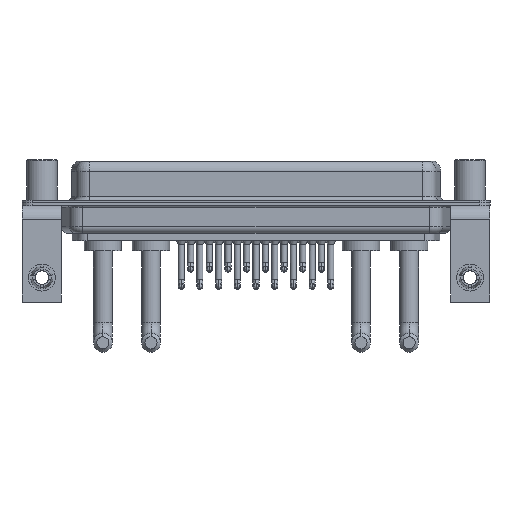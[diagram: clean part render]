
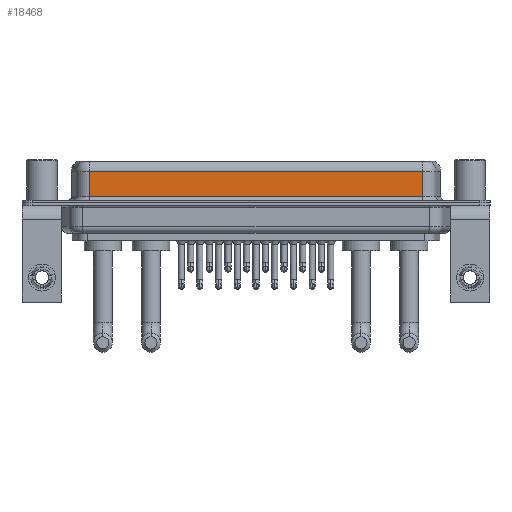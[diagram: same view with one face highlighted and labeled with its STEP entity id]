
A CAD part, front view. The second image highlights one B-rep face of the part: STEP entity #18468.
In plain terms, the highlighted planar face has unit normal (0, -1, 0).
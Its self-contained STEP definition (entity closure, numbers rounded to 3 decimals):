
#82 = ORIENTED_EDGE ( 'NONE', *, *, #14760, .F. ) ;
#286 = DIRECTION ( 'NONE',  ( 0., 1., 0. ) ) ;
#703 = DIRECTION ( 'NONE',  ( 0., 0., -1. ) ) ;
#1091 = CARTESIAN_POINT ( 'NONE',  ( 56.462, -3.95, 0.9 ) ) ;
#1973 = CARTESIAN_POINT ( 'NONE',  ( 56.462, -3.95, 4.65 ) ) ;
#2230 = LINE ( 'NONE', #1973, #21044 ) ;
#3004 = VERTEX_POINT ( 'NONE', #14860 ) ;
#3239 = EDGE_CURVE ( 'NONE', #3004, #13304, #12131, .T. ) ;
#3792 = FACE_OUTER_BOUND ( 'NONE', #15521, .T. ) ;
#3965 = ORIENTED_EDGE ( 'NONE', *, *, #23251, .T. ) ;
#4306 = CARTESIAN_POINT ( 'NONE',  ( 56.462, -3.95, 6.4 ) ) ;
#5141 = VERTEX_POINT ( 'NONE', #24247 ) ;
#5563 = VERTEX_POINT ( 'NONE', #16463 ) ;
#7799 = DIRECTION ( 'NONE',  ( 0., 0., 1. ) ) ;
#7950 = VECTOR ( 'NONE', #703, 1000. ) ;
#8180 = DIRECTION ( 'NONE',  ( -1., 0., 0. ) ) ;
#9641 = EDGE_CURVE ( 'NONE', #5563, #5141, #2230, .T. ) ;
#9938 = DIRECTION ( 'NONE',  ( 1., 0., 0. ) ) ;
#10334 = CARTESIAN_POINT ( 'NONE',  ( 56.462, -3.95, 0.9 ) ) ;
#12131 = LINE ( 'NONE', #10334, #20293 ) ;
#12371 = CARTESIAN_POINT ( 'NONE',  ( 7.038, -3.95, 6.4 ) ) ;
#12479 = LINE ( 'NONE', #20254, #7950 ) ;
#13304 = VERTEX_POINT ( 'NONE', #1091 ) ;
#14320 = DIRECTION ( 'NONE',  ( 0., 0., -1. ) ) ;
#14760 = EDGE_CURVE ( 'NONE', #5563, #13304, #12479, .T. ) ;
#14860 = CARTESIAN_POINT ( 'NONE',  ( 7.038, -3.95, 0.9 ) ) ;
#15521 = EDGE_LOOP ( 'NONE', ( #82, #25045, #3965, #16547 ) ) ;
#16463 = CARTESIAN_POINT ( 'NONE',  ( 56.462, -3.95, 4.65 ) ) ;
#16547 = ORIENTED_EDGE ( 'NONE', *, *, #3239, .T. ) ;
#17235 = AXIS2_PLACEMENT_3D ( 'NONE', #4306, #286, #7799 ) ;
#18322 = LINE ( 'NONE', #12371, #24160 ) ;
#18468 = ADVANCED_FACE ( 'NONE', ( #3792 ), #22031, .F. ) ;
#20254 = CARTESIAN_POINT ( 'NONE',  ( 56.462, -3.95, 6.4 ) ) ;
#20293 = VECTOR ( 'NONE', #9938, 1000. ) ;
#21044 = VECTOR ( 'NONE', #8180, 1000. ) ;
#22031 = PLANE ( 'NONE',  #17235 ) ;
#23251 = EDGE_CURVE ( 'NONE', #5141, #3004, #18322, .T. ) ;
#24160 = VECTOR ( 'NONE', #14320, 1000. ) ;
#24247 = CARTESIAN_POINT ( 'NONE',  ( 7.038, -3.95, 4.65 ) ) ;
#25045 = ORIENTED_EDGE ( 'NONE', *, *, #9641, .T. ) ;
